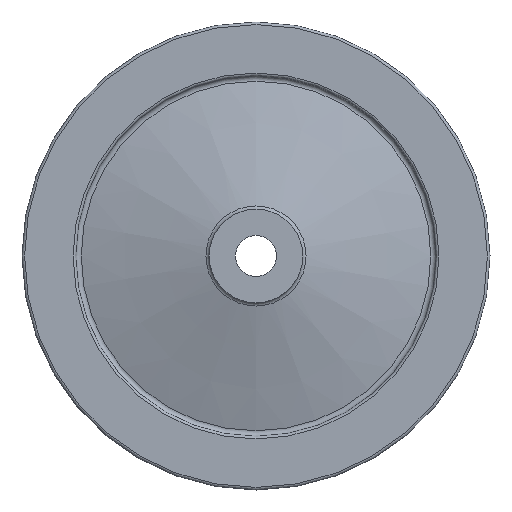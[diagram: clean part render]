
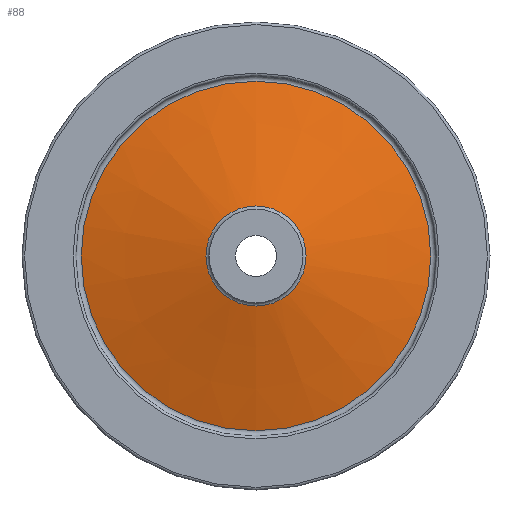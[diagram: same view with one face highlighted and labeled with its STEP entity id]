
A CAD part, left-side view. The second image highlights one B-rep face of the part: STEP entity #88.
In plain terms, the highlighted conical face has half-angle 74.91 degrees and reference radius 26.726 mm.
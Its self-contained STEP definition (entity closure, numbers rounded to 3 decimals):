
#88 = ADVANCED_FACE( '', ( #193, #194 ), #195, .T. );
#193 = FACE_OUTER_BOUND( '', #331, .T. );
#194 = FACE_BOUND( '', #332, .T. );
#195 = CONICAL_SURFACE( '', #333, 26.726, 1.307 );
#331 = EDGE_LOOP( '', ( #466 ) );
#332 = EDGE_LOOP( '', ( #467 ) );
#333 = AXIS2_PLACEMENT_3D( '', #468, #469, #470 );
#466 = ORIENTED_EDGE( '', *, *, #504, .F. );
#467 = ORIENTED_EDGE( '', *, *, #516, .T. );
#468 = CARTESIAN_POINT( '', ( 17.55, 0., 0. ) );
#469 = DIRECTION( '', ( 1., 0., 0. ) );
#470 = DIRECTION( '', ( 0., 0., -1. ) );
#504 = EDGE_CURVE( '', #562, #562, #563, .T. );
#516 = EDGE_CURVE( '', #579, #579, #580, .T. );
#562 = VERTEX_POINT( '', #634 );
#563 = CIRCLE( '', #635, 93.372 );
#579 = VERTEX_POINT( '', #651 );
#580 = CIRCLE( '', #652, 26.726 );
#634 = CARTESIAN_POINT( '', ( 35.52, 0., -93.372 ) );
#635 = AXIS2_PLACEMENT_3D( '', #710, #711, #712 );
#651 = CARTESIAN_POINT( '', ( 17.55, 0., -26.726 ) );
#652 = AXIS2_PLACEMENT_3D( '', #728, #729, #730 );
#710 = CARTESIAN_POINT( '', ( 35.52, 0., 0. ) );
#711 = DIRECTION( '', ( 1., 0., 0. ) );
#712 = DIRECTION( '', ( 0., 0., -1. ) );
#728 = CARTESIAN_POINT( '', ( 17.55, 0., 0. ) );
#729 = DIRECTION( '', ( 1., 0., 0. ) );
#730 = DIRECTION( '', ( 0., 0., -1. ) );
